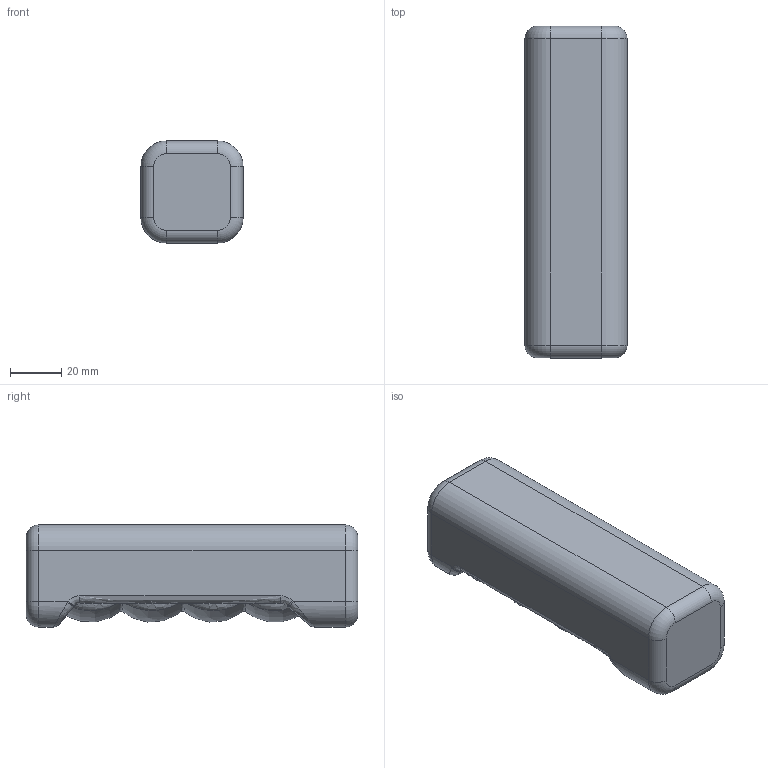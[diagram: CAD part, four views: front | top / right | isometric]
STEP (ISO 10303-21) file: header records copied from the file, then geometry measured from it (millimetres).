
FILE_DESCRIPTION(('FreeCAD Model'),'2;1');
FILE_NAME('Open CASCADE Shape Model','2024-08-19T00:35:24',(''),(''), 'Open CASCADE STEP processor 7.6','FreeCAD','Unknown');
FILE_SCHEMA(('AUTOMOTIVE_DESIGN { 1 0 10303 214 1 1 1 1 }'));
Length unit declared in the file: millimetre
Products named in the file (1): Destiny pumpgrip
Bounding box: 40 x 130 x 40 mm (x, y, z)
Volume: 172470.8 mm3; surface area: 22508.6 mm2
Topology: 1 solids, 1 shells, 74 faces, 185 edges, 114 vertices
Faces by surface type: cylinder 21, plane 16, bspline 14, revolution 12, torus 11
Full cylindrical faces by diameter (mm): 11.5 x1
Entity records: 5127 total; most frequent: CARTESIAN_POINT 3574, ORIENTED_EDGE 370, DIRECTION 265, EDGE_CURVE 185, VERTEX_POINT 114, AXIS2_PLACEMENT_3D 108, FACE_BOUND 75, EDGE_LOOP 75
